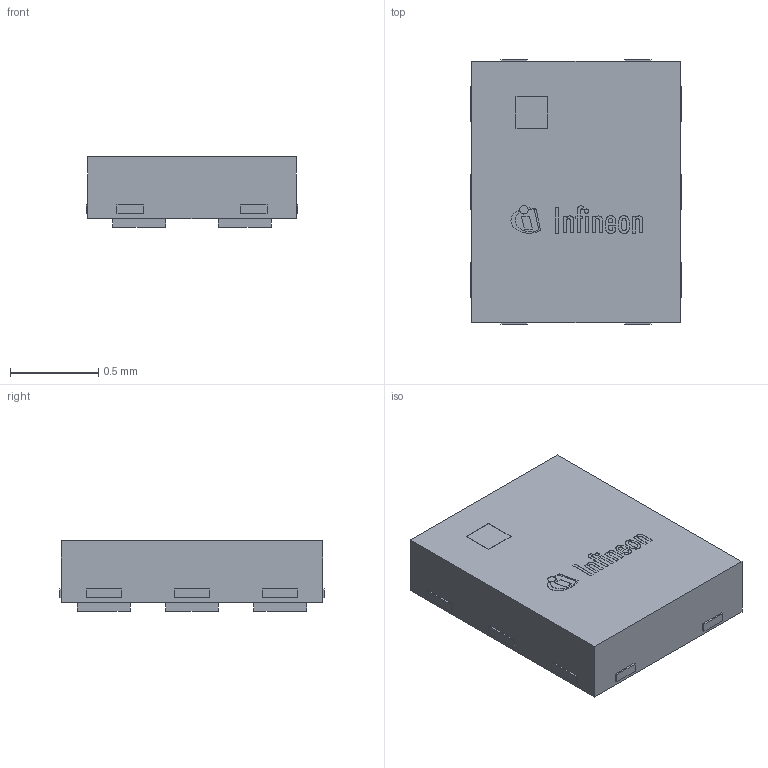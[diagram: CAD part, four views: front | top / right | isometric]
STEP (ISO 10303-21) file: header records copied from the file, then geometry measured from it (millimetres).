
FILE_DESCRIPTION(/* description */ (''),/* implementation_level */ '2;1');
FILE_NAME(/* name */ 'PG-TSNP-6-16_Z8B00221847_V02_3D.stp',/* time_stamp */ '2022-12-15T13:45:33+05:00',/* author */ ('Subramani'),/* organization */ (''),/* preprocessor_version */ 'ST-DEVELOPER v16.13',/* originating_system */ 'AutoCAD Mechanical',/* authorisation */ '');
FILE_SCHEMA (('AUTOMOTIVE_DESIGN { 1 0 10303 214 3 1 1 }'));
Length unit declared in the file: millimetre
Products named in the file (1): Product
Bounding box: 1.2 x 1.5 x 0.4 mm (x, y, z)
Volume: 0.6 mm3; surface area: 7.2 mm2
Topology: 30 solids, 30 shells, 221 faces, 480 edges, 320 vertices
Faces by surface type: plane 202, bspline 16, cylinder 3
Full cylindrical faces by diameter (mm): 0.024 x1, 0.048 x1
Entity records: 6191 total; most frequent: CARTESIAN_POINT 1448, ORIENTED_EDGE 956, DIRECTION 864, EDGE_CURVE 478, LINE 440, VECTOR 440, VERTEX_POINT 320, EDGE_LOOP 228
